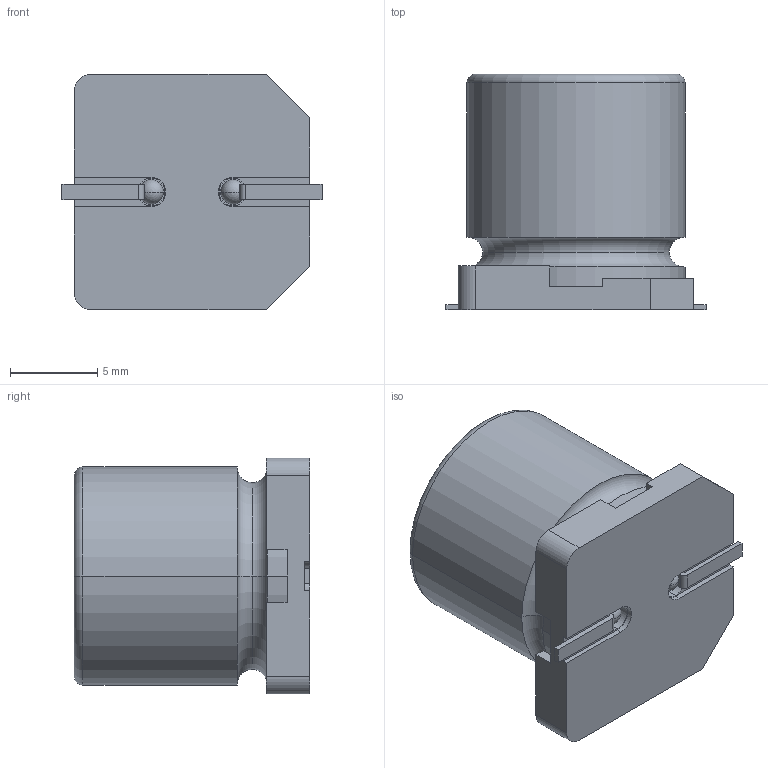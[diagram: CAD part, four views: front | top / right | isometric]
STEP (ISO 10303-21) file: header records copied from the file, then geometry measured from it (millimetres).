
FILE_DESCRIPTION (( 'STEP AP214' ), '1' );
FILE_NAME ('Panasonic FK H13.STEP', '2020-01-29T21:58:00', ( '' ), ( '' ), 'SwSTEP 2.0', 'SolidWorks 2019', '' );
FILE_SCHEMA (( 'AUTOMOTIVE_DESIGN' ));
Length unit declared in the file: millimetre
Products named in the file (5): Panasonic FK H13; H13.STEP; _W__SIZE CODE H13-002.STEP; _W__SIZE CODE H13-003.STEP; _W__SIZE CODE H13-001.STEP
Assembly tree (5 placements, depth 3):
  Panasonic FK H13
    H13.STEP
      _W__SIZE CODE H13-001.STEP
      _W__SIZE CODE H13-002.STEP
      _W__SIZE CODE H13-003.STEP  x2
Bounding box: 14.9 x 13.5 x 13.5 mm (x, y, z)
Volume: 1713.7 mm3; surface area: 1270.9 mm2
Topology: 4 solids, 4 shells, 85 faces, 220 edges, 140 vertices
Faces by surface type: plane 53, cylinder 22, torus 6, sphere 4
Entity records: 2318 total; most frequent: DIRECTION 393, CARTESIAN_POINT 372, ORIENTED_EDGE 356, EDGE_CURVE 178, AXIS2_PLACEMENT_3D 136, LINE 121, VECTOR 121, VERTEX_POINT 115
